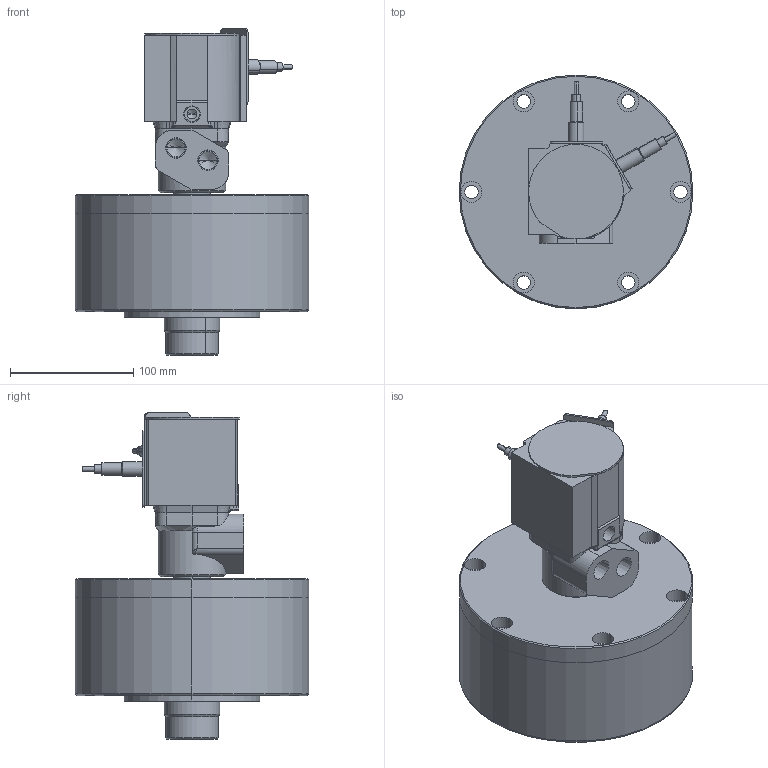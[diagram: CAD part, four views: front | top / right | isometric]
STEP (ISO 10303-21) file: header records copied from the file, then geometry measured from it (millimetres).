
FILE_DESCRIPTION (( 'STEP AP203' ), '1' );
FILE_NAME ('CF-RS-150N.STEP', '2022-04-26T05:50:41', ( '' ), ( '' ), 'SwSTEP 2.0', 'SolidWorks 2016', '' );
FILE_SCHEMA (( 'CONFIG_CONTROL_DESIGN' ));
Length unit declared in the file: millimetre
Products named in the file (9): CF-RS-150N; RS-150N閥軸(CCS221201010); RK-150缸體; RK-100閥體(小); RS-150活塞; RS-100 行控盒蓋板; RS-100 感應器定位板; RS-100行控盒; IFS287
Assembly tree (10 placements, depth 2):
  CF-RS-150N
    RS-150N閥軸(CCS221201010)
    RK-100閥體(小)
    RS-100 行控盒蓋板
    RK-150缸體
    RS-150活塞
    RS-100 感應器定位板  x2
    RS-100行控盒
    IFS287  x2
Bounding box: 190 x 190 x 265.15 mm (x, y, z)
Volume: 2702041.6 mm3; surface area: 383081.2 mm2
Topology: 10 solids, 10 shells, 455 faces, 1065 edges, 651 vertices
Faces by surface type: cylinder 220, plane 135, cone 78, bspline 12, torus 8, sphere 2
Entity records: 13485 total; most frequent: CARTESIAN_POINT 2829, DIRECTION 2181, ORIENTED_EDGE 1860, EDGE_CURVE 930, AXIS2_PLACEMENT_3D 873, VERTEX_POINT 593, EDGE_LOOP 517, CIRCLE 455
